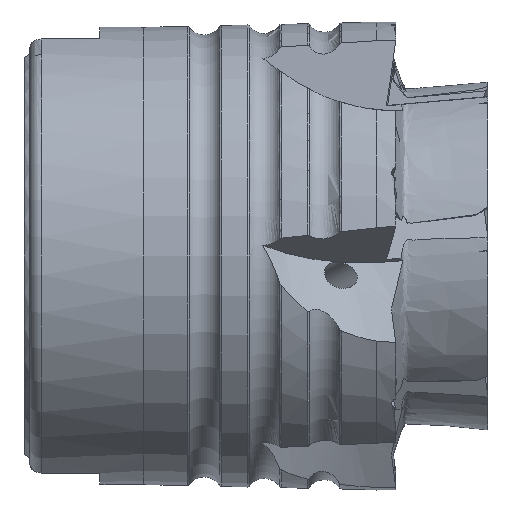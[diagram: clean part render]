
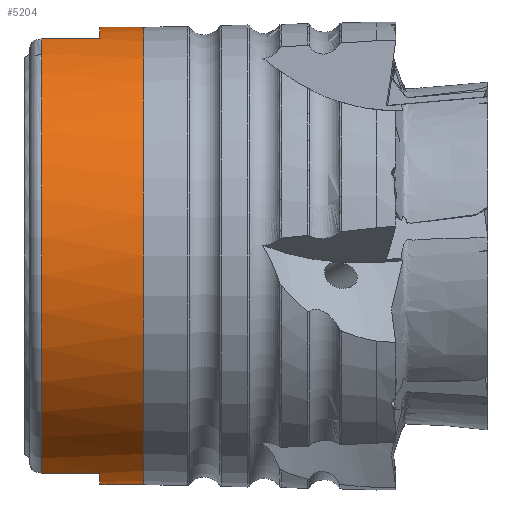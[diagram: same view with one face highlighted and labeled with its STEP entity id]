
A CAD part, front view. The second image highlights one B-rep face of the part: STEP entity #5204.
In plain terms, the highlighted cylindrical face has radius 19 mm (diameter 38 mm), a full revolution.
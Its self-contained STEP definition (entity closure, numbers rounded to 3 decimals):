
#9 = CARTESIAN_POINT ( 'NONE',  ( 1.5, -5.965, -18.039 ) ) ;
#453 = FACE_OUTER_BOUND ( 'NONE', #2849, .T. ) ;
#510 = EDGE_CURVE ( 'NONE', #1806, #1806, #1771, .T. ) ;
#582 = EDGE_CURVE ( 'NONE', #1114, #6549, #602, .T. ) ;
#602 = LINE ( 'NONE', #6599, #2586 ) ;
#697 = VERTEX_POINT ( 'NONE', #5797 ) ;
#715 = DIRECTION ( 'NONE',  ( 0., 1., 0. ) ) ;
#803 = CARTESIAN_POINT ( 'NONE',  ( 6.35, -5.965, -18.039 ) ) ;
#823 = EDGE_CURVE ( 'NONE', #2534, #4698, #7404, .T. ) ;
#857 = DIRECTION ( 'NONE',  ( -1., 0., 0. ) ) ;
#909 = ORIENTED_EDGE ( 'NONE', *, *, #8373, .T. ) ;
#1035 = CIRCLE ( 'NONE', #5182, 19. ) ;
#1042 = LINE ( 'NONE', #1597, #8569 ) ;
#1074 = ORIENTED_EDGE ( 'NONE', *, *, #3891, .T. ) ;
#1114 = VERTEX_POINT ( 'NONE', #9 ) ;
#1143 = EDGE_CURVE ( 'NONE', #8999, #2534, #9239, .T. ) ;
#1164 = CYLINDRICAL_SURFACE ( 'NONE', #2840, 19. ) ;
#1172 = LINE ( 'NONE', #5387, #8700 ) ;
#1213 = VERTEX_POINT ( 'NONE', #6134 ) ;
#1328 = CARTESIAN_POINT ( 'NONE',  ( 1.5, 0., 0. ) ) ;
#1597 = CARTESIAN_POINT ( 'NONE',  ( 0., 5.965, -18.039 ) ) ;
#1710 = CARTESIAN_POINT ( 'NONE',  ( 6.35, 0., 0. ) ) ;
#1771 = CIRCLE ( 'NONE', #4923, 19. ) ;
#1806 = VERTEX_POINT ( 'NONE', #4092 ) ;
#2083 = DIRECTION ( 'NONE',  ( 0., 0., 1. ) ) ;
#2107 = ORIENTED_EDGE ( 'NONE', *, *, #823, .T. ) ;
#2219 = DIRECTION ( 'NONE',  ( -1., 0., 0. ) ) ;
#2320 = DIRECTION ( 'NONE',  ( 0., 1., 0. ) ) ;
#2515 = CARTESIAN_POINT ( 'NONE',  ( 6.35, 5.965, -18.039 ) ) ;
#2534 = VERTEX_POINT ( 'NONE', #3079 ) ;
#2586 = VECTOR ( 'NONE', #4330, 1000. ) ;
#2772 = CIRCLE ( 'NONE', #3348, 19. ) ;
#2800 = ORIENTED_EDGE ( 'NONE', *, *, #8611, .F. ) ;
#2840 = AXIS2_PLACEMENT_3D ( 'NONE', #5230, #8253, #9729 ) ;
#2849 = EDGE_LOOP ( 'NONE', ( #4276 ) ) ;
#3079 = CARTESIAN_POINT ( 'NONE',  ( 6.35, -5.965, 18.039 ) ) ;
#3348 = AXIS2_PLACEMENT_3D ( 'NONE', #6709, #2219, #7454 ) ;
#3882 = ORIENTED_EDGE ( 'NONE', *, *, #582, .T. ) ;
#3891 = EDGE_CURVE ( 'NONE', #697, #8999, #1172, .T. ) ;
#3929 = DIRECTION ( 'NONE',  ( 0., 0., 1. ) ) ;
#4023 = EDGE_LOOP ( 'NONE', ( #6482, #2107, #4287, #3882, #909, #4956, #2800, #1074 ) ) ;
#4092 = CARTESIAN_POINT ( 'NONE',  ( 10., 0., 19. ) ) ;
#4276 = ORIENTED_EDGE ( 'NONE', *, *, #510, .T. ) ;
#4287 = ORIENTED_EDGE ( 'NONE', *, *, #8956, .F. ) ;
#4330 = DIRECTION ( 'NONE',  ( 1., 0., 0. ) ) ;
#4534 = DIRECTION ( 'NONE',  ( -1., 0., 0. ) ) ;
#4698 = VERTEX_POINT ( 'NONE', #9119 ) ;
#4785 = FACE_OUTER_BOUND ( 'NONE', #4023, .T. ) ;
#4923 = AXIS2_PLACEMENT_3D ( 'NONE', #8452, #9207, #3929 ) ;
#4956 = ORIENTED_EDGE ( 'NONE', *, *, #7875, .T. ) ;
#5182 = AXIS2_PLACEMENT_3D ( 'NONE', #1328, #6574, #2083 ) ;
#5204 = ADVANCED_FACE ( 'NONE', ( #4785, #453 ), #1164, .T. ) ;
#5205 = DIRECTION ( 'NONE',  ( 1., 0., 0. ) ) ;
#5230 = CARTESIAN_POINT ( 'NONE',  ( 0., 0., 0. ) ) ;
#5246 = CIRCLE ( 'NONE', #5546, 19. ) ;
#5387 = CARTESIAN_POINT ( 'NONE',  ( 0., 5.965, 18.039 ) ) ;
#5546 = AXIS2_PLACEMENT_3D ( 'NONE', #9705, #5205, #715 ) ;
#5797 = CARTESIAN_POINT ( 'NONE',  ( 1.5, 5.965, 18.039 ) ) ;
#6134 = CARTESIAN_POINT ( 'NONE',  ( 1.5, 5.965, -18.039 ) ) ;
#6184 = DIRECTION ( 'NONE',  ( 1., 0., 0. ) ) ;
#6482 = ORIENTED_EDGE ( 'NONE', *, *, #1143, .T. ) ;
#6549 = VERTEX_POINT ( 'NONE', #803 ) ;
#6574 = DIRECTION ( 'NONE',  ( -1., 0., 0. ) ) ;
#6599 = CARTESIAN_POINT ( 'NONE',  ( 0., -5.965, -18.039 ) ) ;
#6709 = CARTESIAN_POINT ( 'NONE',  ( 1.5, 0., 0. ) ) ;
#7404 = LINE ( 'NONE', #8117, #9405 ) ;
#7454 = DIRECTION ( 'NONE',  ( 0., 0., 1. ) ) ;
#7875 = EDGE_CURVE ( 'NONE', #9403, #1213, #1042, .T. ) ;
#8117 = CARTESIAN_POINT ( 'NONE',  ( 0., -5.965, 18.039 ) ) ;
#8253 = DIRECTION ( 'NONE',  ( -1., 0., 0. ) ) ;
#8260 = AXIS2_PLACEMENT_3D ( 'NONE', #1710, #6184, #2320 ) ;
#8373 = EDGE_CURVE ( 'NONE', #6549, #9403, #5246, .T. ) ;
#8452 = CARTESIAN_POINT ( 'NONE',  ( 10., 0., 0. ) ) ;
#8485 = DIRECTION ( 'NONE',  ( 1., 0., 0. ) ) ;
#8569 = VECTOR ( 'NONE', #857, 1000. ) ;
#8611 = EDGE_CURVE ( 'NONE', #697, #1213, #2772, .T. ) ;
#8700 = VECTOR ( 'NONE', #8485, 1000. ) ;
#8956 = EDGE_CURVE ( 'NONE', #1114, #4698, #1035, .T. ) ;
#8999 = VERTEX_POINT ( 'NONE', #9562 ) ;
#9119 = CARTESIAN_POINT ( 'NONE',  ( 1.5, -5.965, 18.039 ) ) ;
#9207 = DIRECTION ( 'NONE',  ( -1., 0., 0. ) ) ;
#9239 = CIRCLE ( 'NONE', #8260, 19. ) ;
#9403 = VERTEX_POINT ( 'NONE', #2515 ) ;
#9405 = VECTOR ( 'NONE', #4534, 1000. ) ;
#9562 = CARTESIAN_POINT ( 'NONE',  ( 6.35, 5.965, 18.039 ) ) ;
#9705 = CARTESIAN_POINT ( 'NONE',  ( 6.35, 0., 0. ) ) ;
#9729 = DIRECTION ( 'NONE',  ( 0., 0., 1. ) ) ;
